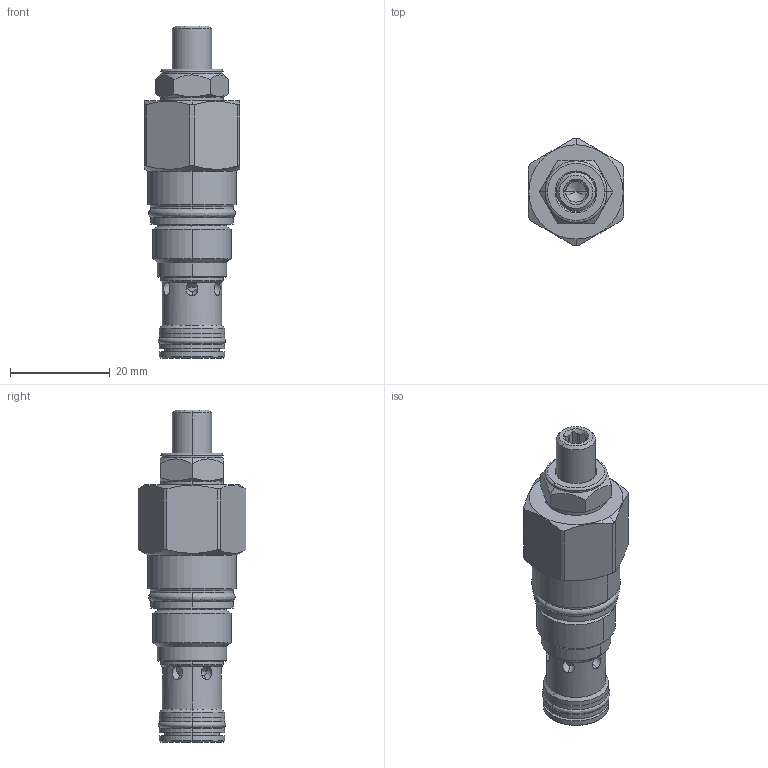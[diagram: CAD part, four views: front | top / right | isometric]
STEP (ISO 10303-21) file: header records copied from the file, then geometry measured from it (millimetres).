
FILE_DESCRIPTION((''),'2;1');
FILE_NAME('NCBB-LCN_PRT','2016-09-01T',('Administrator'),(''),'PRO/ENGINEER BY PARAMETRIC TECHNOLOGY CORPORATION, 2006240','PRO/ENGINEER BY PARAMETRIC TECHNOLOGY CORPORATION, 2006240','');
FILE_SCHEMA(('CONFIG_CONTROL_DESIGN'));
Length unit declared in the file: inch
Products named in the file (1): NCBB-LCN_PRT
Bounding box: 19.05 x 21.54 x 66.47 mm (x, y, z)
Volume: 11347.2 mm3; surface area: 5851.9 mm2
Topology: 4 solids, 5 shells, 232 faces, 538 edges, 327 vertices
Faces by surface type: cylinder 92, plane 58, cone 50, torus 22, revolution 8, bspline 2
Entity records: 7978 total; most frequent: CARTESIAN_POINT 2611, DIRECTION 1162, ORIENTED_EDGE 1072, EDGE_CURVE 536, AXIS2_PLACEMENT_3D 488, VERTEX_POINT 327, EDGE_LOOP 267, CIRCLE 266
